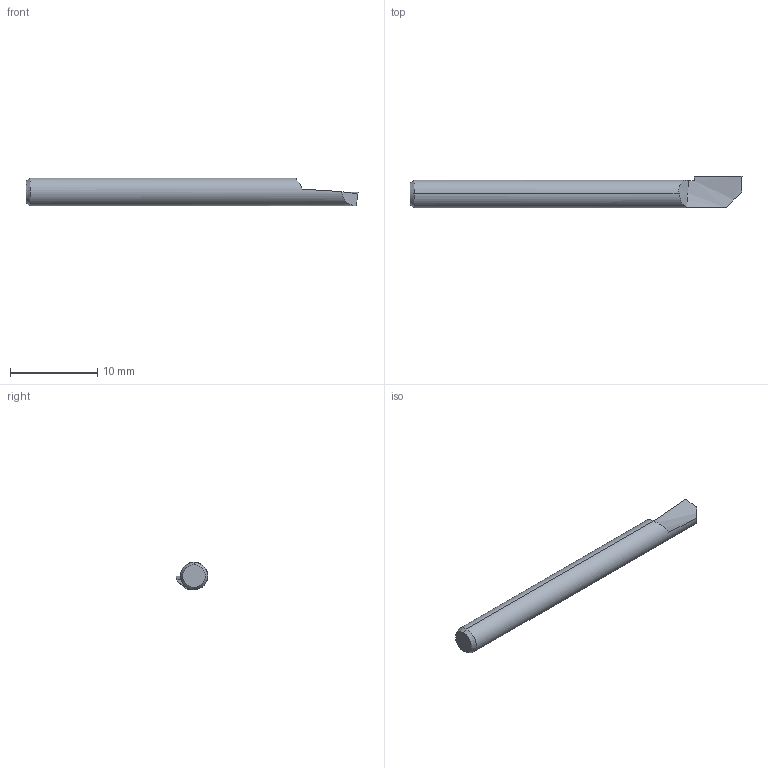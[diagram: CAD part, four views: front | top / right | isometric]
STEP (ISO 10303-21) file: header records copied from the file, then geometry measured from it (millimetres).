
FILE_DESCRIPTION (( 'STEP AP203' ), '1' );
FILE_NAME ('215739-HB150.STEP', '2024-07-30T21:05:15', ( '' ), ( '' ), 'SwSTEP 2.0', 'SolidWorks 2024', '' );
FILE_SCHEMA (( 'CONFIG_CONTROL_DESIGN' ));
Length unit declared in the file: inch
Products named in the file (1): 215739-HB150
Bounding box: 38.1 x 3.63 x 3.17 mm (x, y, z)
Volume: 270.6 mm3; surface area: 378.9 mm2
Topology: 1 solids, 1 shells, 14 faces, 33 edges, 21 vertices
Faces by surface type: plane 6, bspline 4, cone 2, cylinder 2
Entity records: 564 total; most frequent: CARTESIAN_POINT 213, ORIENTED_EDGE 66, DIRECTION 43, EDGE_CURVE 33, VERTEX_POINT 21, AXIS2_PLACEMENT_3D 17, ADVANCED_FACE 14, EDGE_LOOP 14
